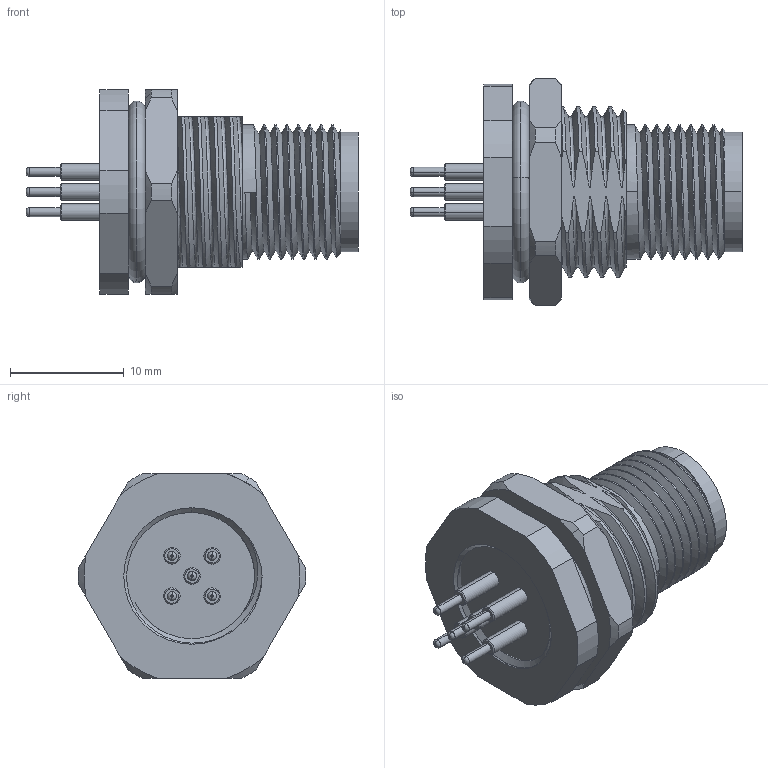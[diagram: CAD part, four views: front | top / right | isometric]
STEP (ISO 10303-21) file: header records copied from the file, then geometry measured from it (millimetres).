
FILE_DESCRIPTION (( 'STEP AP203' ), '1' );
FILE_NAME ('54-00353_revA.STEP', '2023-05-19T15:53:59', ( '' ), ( '' ), 'SwSTEP 2.0', 'SolidWorks 2021', '' );
FILE_SCHEMA (( 'CONFIG_CONTROL_DESIGN' ));
Length unit declared in the file: millimetre
Products named in the file (6): 54-00353-03___; 54-00353_revA; 54-00353-05___; 54-00353-02; 54-00353-01___; 54-00353-04___
Assembly tree (9 placements, depth 2):
  54-00353_revA
    54-00353-01___
    54-00353-02
    54-00353-05___
    54-00353-04___
    54-00353-03___  x5
Bounding box: 29.2 x 19.99 x 18 mm (x, y, z)
Volume: 3067.1 mm3; surface area: 5731.8 mm2
Topology: 10 solids, 10 shells, 377 faces, 902 edges, 576 vertices
Faces by surface type: cylinder 157, plane 76, cone 55, bspline 45, torus 44
Entity records: 22937 total; most frequent: CARTESIAN_POINT 16255, ORIENTED_EDGE 1372, DIRECTION 1113, EDGE_CURVE 686, AXIS2_PLACEMENT_3D 452, VERTEX_POINT 448, EDGE_LOOP 306, FACE_OUTER_BOUND 265
